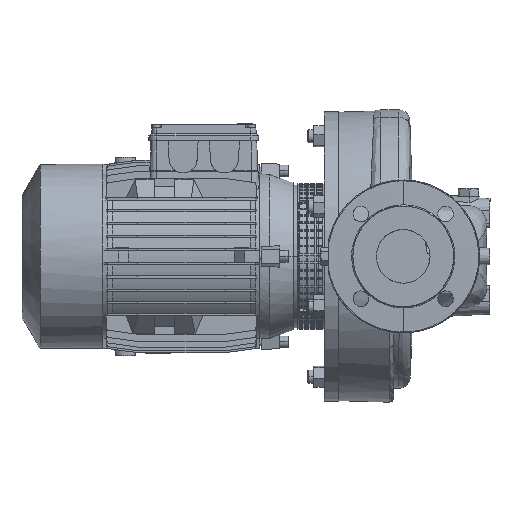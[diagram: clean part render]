
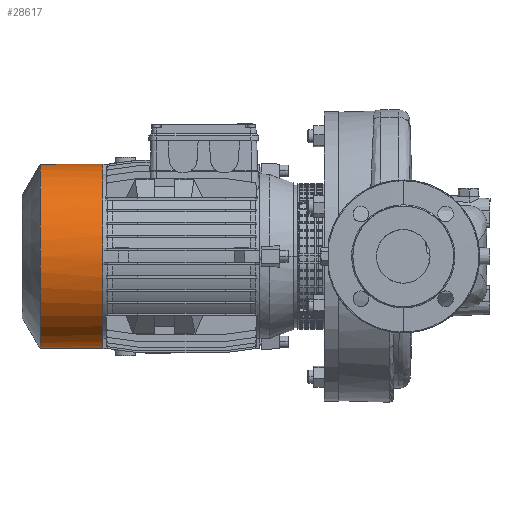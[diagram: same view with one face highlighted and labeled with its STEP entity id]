
A CAD part, left-side view. The second image highlights one B-rep face of the part: STEP entity #28617.
In plain terms, the highlighted cylindrical face has radius 111.3 mm (diameter 222.6 mm), a partial arc.
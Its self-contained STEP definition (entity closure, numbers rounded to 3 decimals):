
#989 = EDGE_CURVE ( 'NONE', #100644, #159086, #74602, .T. ) ;
#5119 = CARTESIAN_POINT ( 'NONE',  ( -111.044, -7.543, -95. ) ) ;
#7698 = DIRECTION ( 'NONE',  ( 0., -1., 0. ) ) ;
#7996 = ORIENTED_EDGE ( 'NONE', *, *, #104015, .F. ) ;
#13782 = DIRECTION ( 'NONE',  ( 0., -1., 0. ) ) ;
#14076 = FACE_OUTER_BOUND ( 'NONE', #96548, .T. ) ;
#14153 = CARTESIAN_POINT ( 'NONE',  ( 0., 111.3, -171.176 ) ) ;
#20050 = CARTESIAN_POINT ( 'NONE',  ( -7.543, -111.044, -95. ) ) ;
#23523 = CARTESIAN_POINT ( 'NONE',  ( 0., 0., -95. ) ) ;
#23821 = ORIENTED_EDGE ( 'NONE', *, *, #116212, .F. ) ;
#24550 = AXIS2_PLACEMENT_3D ( 'NONE', #115233, #50511, #112044 ) ;
#25432 = CIRCLE ( 'NONE', #115928, 111.3 ) ;
#27598 = VECTOR ( 'NONE', #104377, 1000. ) ;
#28617 = ADVANCED_FACE ( 'NONE', ( #14076 ), #76407, .T. ) ;
#30130 = CARTESIAN_POINT ( 'NONE',  ( 0., -111.3, -95. ) ) ;
#32359 = EDGE_CURVE ( 'NONE', #159086, #42734, #131863, .T. ) ;
#34226 = ORIENTED_EDGE ( 'NONE', *, *, #102075, .F. ) ;
#34883 = DIRECTION ( 'NONE',  ( 0., -1., 0. ) ) ;
#36693 = VERTEX_POINT ( 'NONE', #5119 ) ;
#40544 = EDGE_CURVE ( 'NONE', #100644, #59620, #75894, .T. ) ;
#42734 = VERTEX_POINT ( 'NONE', #30130 ) ;
#44135 = CARTESIAN_POINT ( 'NONE',  ( 0., 0., -95. ) ) ;
#45102 = CIRCLE ( 'NONE', #94195, 111.3 ) ;
#48713 = AXIS2_PLACEMENT_3D ( 'NONE', #100955, #81271, #66130 ) ;
#49860 = EDGE_CURVE ( 'NONE', #59620, #85943, #25432, .T. ) ;
#50051 = DIRECTION ( 'NONE',  ( 0., 0., 1. ) ) ;
#50511 = DIRECTION ( 'NONE',  ( 0., 0., 1. ) ) ;
#52405 = DIRECTION ( 'NONE',  ( 0., 0., 1. ) ) ;
#56947 = CARTESIAN_POINT ( 'NONE',  ( 0., 0., -95. ) ) ;
#58449 = ORIENTED_EDGE ( 'NONE', *, *, #40544, .F. ) ;
#59620 = VERTEX_POINT ( 'NONE', #89889 ) ;
#61540 = CARTESIAN_POINT ( 'NONE',  ( 0., 0., -95. ) ) ;
#62196 = CARTESIAN_POINT ( 'NONE',  ( 0., -111.3, -171.176 ) ) ;
#65978 = CARTESIAN_POINT ( 'NONE',  ( -7.543, 111.044, -95. ) ) ;
#66130 = DIRECTION ( 'NONE',  ( 0., -1., 0. ) ) ;
#68307 = DIRECTION ( 'NONE',  ( 0., -1., 0. ) ) ;
#68567 = EDGE_CURVE ( 'NONE', #85943, #114230, #152665, .T. ) ;
#69807 = ORIENTED_EDGE ( 'NONE', *, *, #989, .T. ) ;
#74145 = CARTESIAN_POINT ( 'NONE',  ( -111.044, 7.543, -95. ) ) ;
#74328 = DIRECTION ( 'NONE',  ( 0., -1., 0. ) ) ;
#74488 = DIRECTION ( 'NONE',  ( 0., 0., 1. ) ) ;
#74602 = CIRCLE ( 'NONE', #48713, 111.3 ) ;
#75894 = LINE ( 'NONE', #125265, #117467 ) ;
#76407 = CYLINDRICAL_SURFACE ( 'NONE', #24550, 111.3 ) ;
#81271 = DIRECTION ( 'NONE',  ( 0., 0., 1. ) ) ;
#82637 = DIRECTION ( 'NONE',  ( 0., 0., 1. ) ) ;
#85943 = VERTEX_POINT ( 'NONE', #65978 ) ;
#88063 = AXIS2_PLACEMENT_3D ( 'NONE', #56947, #129839, #68307 ) ;
#89889 = CARTESIAN_POINT ( 'NONE',  ( 0., 111.3, -95. ) ) ;
#93514 = DIRECTION ( 'NONE',  ( 0., 0., 1. ) ) ;
#94195 = AXIS2_PLACEMENT_3D ( 'NONE', #61540, #74488, #13782 ) ;
#96548 = EDGE_LOOP ( 'NONE', ( #58449, #69807, #118523, #23821, #7996, #34226, #154466, #137613 ) ) ;
#100644 = VERTEX_POINT ( 'NONE', #14153 ) ;
#100955 = CARTESIAN_POINT ( 'NONE',  ( 0., 0., -171.176 ) ) ;
#102075 = EDGE_CURVE ( 'NONE', #114230, #36693, #45102, .T. ) ;
#104015 = EDGE_CURVE ( 'NONE', #36693, #148643, #126919, .T. ) ;
#104377 = DIRECTION ( 'NONE',  ( 0., 0., 1. ) ) ;
#108646 = AXIS2_PLACEMENT_3D ( 'NONE', #23523, #82637, #34883 ) ;
#112044 = DIRECTION ( 'NONE',  ( 0., -1., 0. ) ) ;
#114230 = VERTEX_POINT ( 'NONE', #74145 ) ;
#115233 = CARTESIAN_POINT ( 'NONE',  ( 0., 0., -191.8 ) ) ;
#115928 = AXIS2_PLACEMENT_3D ( 'NONE', #123699, #50051, #74328 ) ;
#116212 = EDGE_CURVE ( 'NONE', #148643, #42734, #148938, .T. ) ;
#117467 = VECTOR ( 'NONE', #52405, 1000. ) ;
#118523 = ORIENTED_EDGE ( 'NONE', *, *, #32359, .T. ) ;
#120518 = AXIS2_PLACEMENT_3D ( 'NONE', #44135, #93514, #7698 ) ;
#123699 = CARTESIAN_POINT ( 'NONE',  ( 0., 0., -95. ) ) ;
#125265 = CARTESIAN_POINT ( 'NONE',  ( 0., 111.3, -191.8 ) ) ;
#126919 = CIRCLE ( 'NONE', #88063, 111.3 ) ;
#129839 = DIRECTION ( 'NONE',  ( 0., 0., 1. ) ) ;
#131863 = LINE ( 'NONE', #154561, #27598 ) ;
#137613 = ORIENTED_EDGE ( 'NONE', *, *, #49860, .F. ) ;
#148643 = VERTEX_POINT ( 'NONE', #20050 ) ;
#148938 = CIRCLE ( 'NONE', #120518, 111.3 ) ;
#152665 = CIRCLE ( 'NONE', #108646, 111.3 ) ;
#154466 = ORIENTED_EDGE ( 'NONE', *, *, #68567, .F. ) ;
#154561 = CARTESIAN_POINT ( 'NONE',  ( 0., -111.3, -191.8 ) ) ;
#159086 = VERTEX_POINT ( 'NONE', #62196 ) ;
